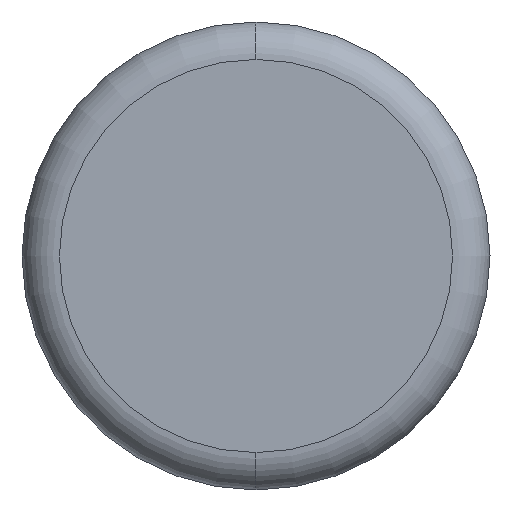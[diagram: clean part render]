
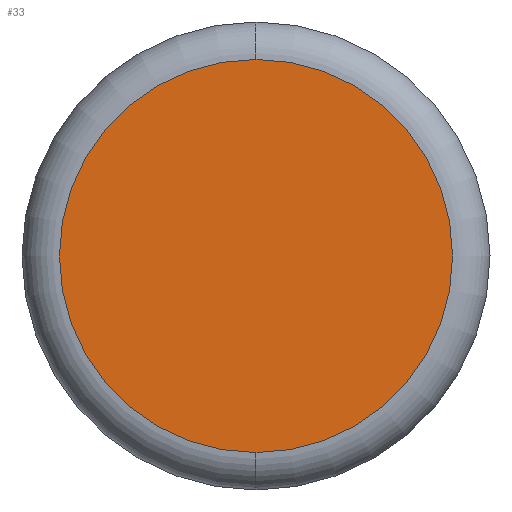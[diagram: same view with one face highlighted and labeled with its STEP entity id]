
A CAD part, front view. The second image highlights one B-rep face of the part: STEP entity #33.
In plain terms, the highlighted planar face has unit normal (0, -1, 0).
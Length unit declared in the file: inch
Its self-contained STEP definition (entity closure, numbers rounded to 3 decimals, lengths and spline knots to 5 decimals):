
#3 = DIRECTION ( 'NONE',  ( 0., -1., 0. ) ) ;
#10 = CIRCLE ( 'NONE', #382, 0.0525 ) ;
#33 = ADVANCED_FACE ( 'NONE', ( #121 ), #287, .T. ) ;
#45 = CARTESIAN_POINT ( 'NONE',  ( 0., 0., 0. ) ) ;
#72 = EDGE_CURVE ( 'NONE', #487, #396, #10, .T. ) ;
#92 = CARTESIAN_POINT ( 'NONE',  ( 0., 0., 0.0525 ) ) ;
#114 = AXIS2_PLACEMENT_3D ( 'NONE', #515, #3, #350 ) ;
#119 = ORIENTED_EDGE ( 'NONE', *, *, #237, .T. ) ;
#121 = FACE_OUTER_BOUND ( 'NONE', #272, .T. ) ;
#228 = ORIENTED_EDGE ( 'NONE', *, *, #72, .T. ) ;
#237 = EDGE_CURVE ( 'NONE', #396, #487, #541, .T. ) ;
#253 = DIRECTION ( 'NONE',  ( 0., 0., -1. ) ) ;
#272 = EDGE_LOOP ( 'NONE', ( #228, #119 ) ) ;
#287 = PLANE ( 'NONE',  #114 ) ;
#324 = CARTESIAN_POINT ( 'NONE',  ( 0., 0., 0. ) ) ;
#328 = DIRECTION ( 'NONE',  ( 0., -1., 0. ) ) ;
#343 = AXIS2_PLACEMENT_3D ( 'NONE', #324, #328, #370 ) ;
#350 = DIRECTION ( 'NONE',  ( 0., 0., -1. ) ) ;
#370 = DIRECTION ( 'NONE',  ( 0., 0., -1. ) ) ;
#382 = AXIS2_PLACEMENT_3D ( 'NONE', #45, #470, #253 ) ;
#396 = VERTEX_POINT ( 'NONE', #92 ) ;
#439 = CARTESIAN_POINT ( 'NONE',  ( 0., 0., -0.0525 ) ) ;
#470 = DIRECTION ( 'NONE',  ( 0., -1., 0. ) ) ;
#487 = VERTEX_POINT ( 'NONE', #439 ) ;
#515 = CARTESIAN_POINT ( 'NONE',  ( 0., 0., 0. ) ) ;
#541 = CIRCLE ( 'NONE', #343, 0.0525 ) ;
